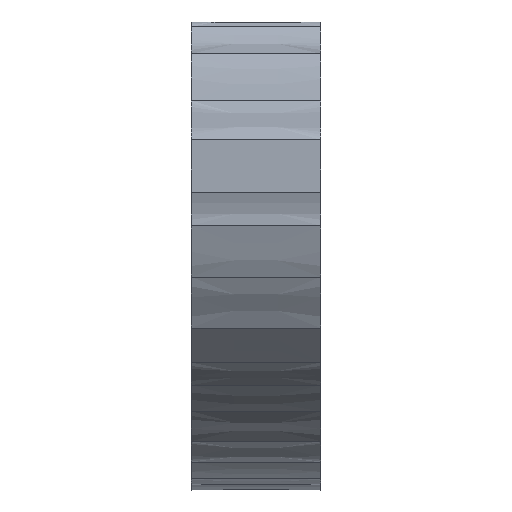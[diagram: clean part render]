
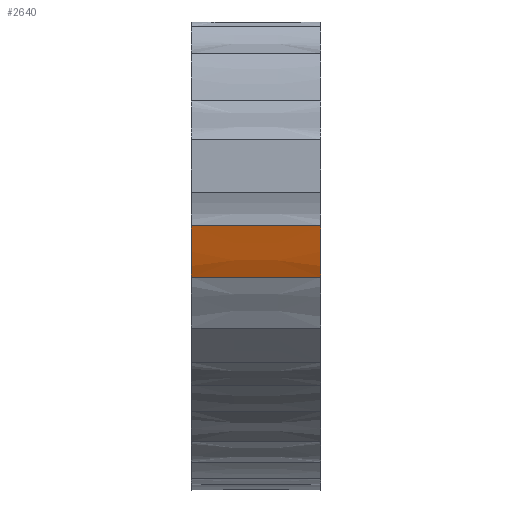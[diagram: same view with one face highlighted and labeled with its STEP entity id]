
A CAD part, left-side view. The second image highlights one B-rep face of the part: STEP entity #2640.
In plain terms, the highlighted face is a extrusion surface.
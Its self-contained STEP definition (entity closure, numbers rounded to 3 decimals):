
#79 = PLANE('',#80);
#80 = AXIS2_PLACEMENT_3D('',#81,#82,#83);
#81 = CARTESIAN_POINT('',(18.832,-3.9,2.634));
#82 = DIRECTION('',(0.,1.,0.));
#83 = DIRECTION('',(0.,0.,1.));
#138 = PLANE('',#139);
#139 = AXIS2_PLACEMENT_3D('',#140,#141,#142);
#140 = CARTESIAN_POINT('',(18.832,-4.5,2.634));
#141 = DIRECTION('',(0.,1.,0.));
#142 = DIRECTION('',(0.,0.,1.));
#2520 = SURFACE_OF_LINEAR_EXTRUSION('',#2521,#2526);
#2521 = B_SPLINE_CURVE_WITH_KNOTS('',3,(#2522,#2523,#2524,#2525),
  .UNSPECIFIED.,.F.,.F.,(4,4),(0.,1.),.PIECEWISE_BEZIER_KNOTS.);
#2522 = CARTESIAN_POINT('',(17.951,-4.5,2.524));
#2523 = CARTESIAN_POINT('',(17.919,-4.5,2.609));
#2524 = CARTESIAN_POINT('',(17.843,-4.5,2.675));
#2525 = CARTESIAN_POINT('',(17.814,-4.5,2.761));
#2526 = VECTOR('',#2527,1.);
#2527 = DIRECTION('',(0.,-1.,0.));
#2563 = VERTEX_POINT('',#2564);
#2564 = CARTESIAN_POINT('',(17.814,-3.9,2.761));
#2587 = EDGE_CURVE('',#2588,#2563,#2590,.T.);
#2588 = VERTEX_POINT('',#2589);
#2589 = CARTESIAN_POINT('',(17.814,-4.5,2.761));
#2590 = SURFACE_CURVE('',#2591,(#2595,#2602),.PCURVE_S1.);
#2591 = LINE('',#2592,#2593);
#2592 = CARTESIAN_POINT('',(17.814,-4.5,2.761));
#2593 = VECTOR('',#2594,1.);
#2594 = DIRECTION('',(-0.,1.,0.));
#2595 = PCURVE('',#2520,#2596);
#2596 = DEFINITIONAL_REPRESENTATION('',(#2597),#2601);
#2597 = LINE('',#2598,#2599);
#2598 = CARTESIAN_POINT('',(1.,0.));
#2599 = VECTOR('',#2600,1.);
#2600 = DIRECTION('',(0.,-1.));
#2601 = ( GEOMETRIC_REPRESENTATION_CONTEXT(2) 
PARAMETRIC_REPRESENTATION_CONTEXT() REPRESENTATION_CONTEXT('2D SPACE',''
  ) );
#2602 = PCURVE('',#2603,#2611);
#2603 = SURFACE_OF_LINEAR_EXTRUSION('',#2604,#2609);
#2604 = B_SPLINE_CURVE_WITH_KNOTS('',3,(#2605,#2606,#2607,#2608),
  .UNSPECIFIED.,.F.,.F.,(4,4),(0.,1.),.PIECEWISE_BEZIER_KNOTS.);
#2605 = CARTESIAN_POINT('',(17.814,-4.5,2.761));
#2606 = CARTESIAN_POINT('',(17.772,-4.5,2.836));
#2607 = CARTESIAN_POINT('',(17.756,-4.5,2.92));
#2608 = CARTESIAN_POINT('',(17.726,-4.5,2.999));
#2609 = VECTOR('',#2610,1.);
#2610 = DIRECTION('',(0.,-1.,0.));
#2611 = DEFINITIONAL_REPRESENTATION('',(#2612),#2616);
#2612 = LINE('',#2613,#2614);
#2613 = CARTESIAN_POINT('',(0.,0.));
#2614 = VECTOR('',#2615,1.);
#2615 = DIRECTION('',(0.,-1.));
#2616 = ( GEOMETRIC_REPRESENTATION_CONTEXT(2) 
PARAMETRIC_REPRESENTATION_CONTEXT() REPRESENTATION_CONTEXT('2D SPACE',''
  ) );
#2640 = ADVANCED_FACE('',(#2641),#2603,.F.);
#2641 = FACE_BOUND('',#2642,.F.);
#2642 = EDGE_LOOP('',(#2643,#2644,#2669,#2700));
#2643 = ORIENTED_EDGE('',*,*,#2587,.T.);
#2644 = ORIENTED_EDGE('',*,*,#2645,.T.);
#2645 = EDGE_CURVE('',#2563,#2646,#2648,.T.);
#2646 = VERTEX_POINT('',#2647);
#2647 = CARTESIAN_POINT('',(17.726,-3.9,2.999));
#2648 = SURFACE_CURVE('',#2649,(#2654,#2661),.PCURVE_S1.);
#2649 = B_SPLINE_CURVE_WITH_KNOTS('',3,(#2650,#2651,#2652,#2653),
  .UNSPECIFIED.,.F.,.F.,(4,4),(0.,1.),.PIECEWISE_BEZIER_KNOTS.);
#2650 = CARTESIAN_POINT('',(17.814,-3.9,2.761));
#2651 = CARTESIAN_POINT('',(17.772,-3.9,2.836));
#2652 = CARTESIAN_POINT('',(17.756,-3.9,2.92));
#2653 = CARTESIAN_POINT('',(17.726,-3.9,2.999));
#2654 = PCURVE('',#2603,#2655);
#2655 = DEFINITIONAL_REPRESENTATION('',(#2656),#2660);
#2656 = LINE('',#2657,#2658);
#2657 = CARTESIAN_POINT('',(0.,-0.6));
#2658 = VECTOR('',#2659,1.);
#2659 = DIRECTION('',(1.,0.));
#2660 = ( GEOMETRIC_REPRESENTATION_CONTEXT(2) 
PARAMETRIC_REPRESENTATION_CONTEXT() REPRESENTATION_CONTEXT('2D SPACE',''
  ) );
#2661 = PCURVE('',#79,#2662);
#2662 = DEFINITIONAL_REPRESENTATION('',(#2663),#2668);
#2663 = B_SPLINE_CURVE_WITH_KNOTS('',3,(#2664,#2665,#2666,#2667),
  .UNSPECIFIED.,.F.,.F.,(4,4),(0.,1.),.PIECEWISE_BEZIER_KNOTS.);
#2664 = CARTESIAN_POINT('',(0.127,-1.018));
#2665 = CARTESIAN_POINT('',(0.201,-1.061));
#2666 = CARTESIAN_POINT('',(0.286,-1.076));
#2667 = CARTESIAN_POINT('',(0.365,-1.106));
#2668 = ( GEOMETRIC_REPRESENTATION_CONTEXT(2) 
PARAMETRIC_REPRESENTATION_CONTEXT() REPRESENTATION_CONTEXT('2D SPACE',''
  ) );
#2669 = ORIENTED_EDGE('',*,*,#2670,.F.);
#2670 = EDGE_CURVE('',#2671,#2646,#2673,.T.);
#2671 = VERTEX_POINT('',#2672);
#2672 = CARTESIAN_POINT('',(17.726,-4.5,2.999));
#2673 = SURFACE_CURVE('',#2674,(#2678,#2685),.PCURVE_S1.);
#2674 = LINE('',#2675,#2676);
#2675 = CARTESIAN_POINT('',(17.726,-4.5,2.999));
#2676 = VECTOR('',#2677,1.);
#2677 = DIRECTION('',(-0.,1.,0.));
#2678 = PCURVE('',#2603,#2679);
#2679 = DEFINITIONAL_REPRESENTATION('',(#2680),#2684);
#2680 = LINE('',#2681,#2682);
#2681 = CARTESIAN_POINT('',(1.,0.));
#2682 = VECTOR('',#2683,1.);
#2683 = DIRECTION('',(0.,-1.));
#2684 = ( GEOMETRIC_REPRESENTATION_CONTEXT(2) 
PARAMETRIC_REPRESENTATION_CONTEXT() REPRESENTATION_CONTEXT('2D SPACE',''
  ) );
#2685 = PCURVE('',#2686,#2694);
#2686 = SURFACE_OF_LINEAR_EXTRUSION('',#2687,#2692);
#2687 = B_SPLINE_CURVE_WITH_KNOTS('',3,(#2688,#2689,#2690,#2691),
  .UNSPECIFIED.,.F.,.F.,(4,4),(0.,1.),.PIECEWISE_BEZIER_KNOTS.);
#2688 = CARTESIAN_POINT('',(17.726,-4.5,2.999));
#2689 = CARTESIAN_POINT('',(17.735,-4.5,3.058));
#2690 = CARTESIAN_POINT('',(17.716,-4.5,3.106));
#2691 = CARTESIAN_POINT('',(17.701,-4.5,3.156));
#2692 = VECTOR('',#2693,1.);
#2693 = DIRECTION('',(0.,-1.,0.));
#2694 = DEFINITIONAL_REPRESENTATION('',(#2695),#2699);
#2695 = LINE('',#2696,#2697);
#2696 = CARTESIAN_POINT('',(0.,0.));
#2697 = VECTOR('',#2698,1.);
#2698 = DIRECTION('',(0.,-1.));
#2699 = ( GEOMETRIC_REPRESENTATION_CONTEXT(2) 
PARAMETRIC_REPRESENTATION_CONTEXT() REPRESENTATION_CONTEXT('2D SPACE',''
  ) );
#2700 = ORIENTED_EDGE('',*,*,#2701,.F.);
#2701 = EDGE_CURVE('',#2588,#2671,#2702,.T.);
#2702 = SURFACE_CURVE('',#2703,(#2708,#2715),.PCURVE_S1.);
#2703 = B_SPLINE_CURVE_WITH_KNOTS('',3,(#2704,#2705,#2706,#2707),
  .UNSPECIFIED.,.F.,.F.,(4,4),(0.,1.),.PIECEWISE_BEZIER_KNOTS.);
#2704 = CARTESIAN_POINT('',(17.814,-4.5,2.761));
#2705 = CARTESIAN_POINT('',(17.772,-4.5,2.836));
#2706 = CARTESIAN_POINT('',(17.756,-4.5,2.92));
#2707 = CARTESIAN_POINT('',(17.726,-4.5,2.999));
#2708 = PCURVE('',#2603,#2709);
#2709 = DEFINITIONAL_REPRESENTATION('',(#2710),#2714);
#2710 = LINE('',#2711,#2712);
#2711 = CARTESIAN_POINT('',(0.,0.));
#2712 = VECTOR('',#2713,1.);
#2713 = DIRECTION('',(1.,0.));
#2714 = ( GEOMETRIC_REPRESENTATION_CONTEXT(2) 
PARAMETRIC_REPRESENTATION_CONTEXT() REPRESENTATION_CONTEXT('2D SPACE',''
  ) );
#2715 = PCURVE('',#138,#2716);
#2716 = DEFINITIONAL_REPRESENTATION('',(#2717),#2722);
#2717 = B_SPLINE_CURVE_WITH_KNOTS('',3,(#2718,#2719,#2720,#2721),
  .UNSPECIFIED.,.F.,.F.,(4,4),(0.,1.),.PIECEWISE_BEZIER_KNOTS.);
#2718 = CARTESIAN_POINT('',(0.127,-1.018));
#2719 = CARTESIAN_POINT('',(0.201,-1.061));
#2720 = CARTESIAN_POINT('',(0.286,-1.076));
#2721 = CARTESIAN_POINT('',(0.365,-1.106));
#2722 = ( GEOMETRIC_REPRESENTATION_CONTEXT(2) 
PARAMETRIC_REPRESENTATION_CONTEXT() REPRESENTATION_CONTEXT('2D SPACE',''
  ) );
